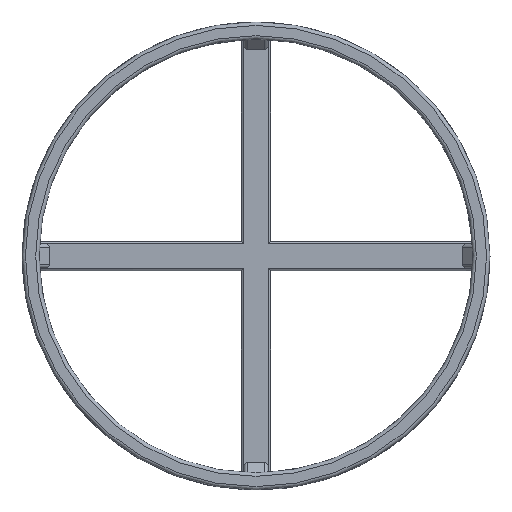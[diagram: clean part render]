
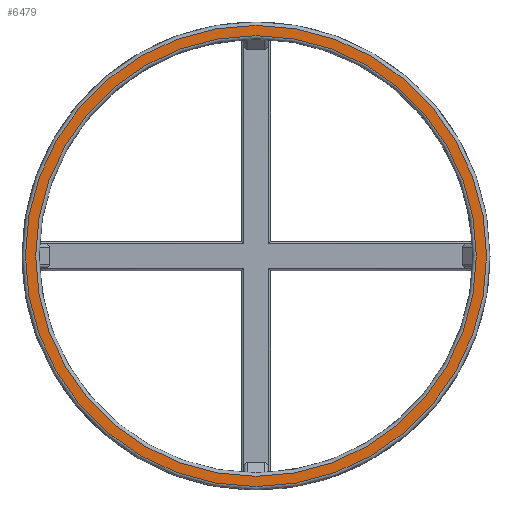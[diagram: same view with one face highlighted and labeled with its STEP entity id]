
A CAD part, top view. The second image highlights one B-rep face of the part: STEP entity #6479.
In plain terms, the highlighted planar face has unit normal (0, 0, 1).
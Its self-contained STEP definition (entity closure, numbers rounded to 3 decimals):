
#1818 = TOROIDAL_SURFACE('',#1819,64.5,1.);
#1819 = AXIS2_PLACEMENT_3D('',#1820,#1821,#1822);
#1820 = CARTESIAN_POINT('',(0.,0.,21.));
#1821 = DIRECTION('',(0.,0.,1.));
#1822 = DIRECTION('',(1.,0.,-0.));
#5265 = VERTEX_POINT('',#5266);
#5266 = CARTESIAN_POINT('',(64.5,0.,22.));
#5286 = EDGE_CURVE('',#5265,#5265,#5287,.T.);
#5287 = SURFACE_CURVE('',#5288,(#5293,#5300),.PCURVE_S1.);
#5288 = CIRCLE('',#5289,64.5);
#5289 = AXIS2_PLACEMENT_3D('',#5290,#5291,#5292);
#5290 = CARTESIAN_POINT('',(0.,0.,22.));
#5291 = DIRECTION('',(0.,0.,1.));
#5292 = DIRECTION('',(1.,0.,-0.));
#5293 = PCURVE('',#1818,#5294);
#5294 = DEFINITIONAL_REPRESENTATION('',(#5295),#5299);
#5295 = LINE('',#5296,#5297);
#5296 = CARTESIAN_POINT('',(0.,1.571));
#5297 = VECTOR('',#5298,1.);
#5298 = DIRECTION('',(1.,0.));
#5299 = ( GEOMETRIC_REPRESENTATION_CONTEXT(2) 
PARAMETRIC_REPRESENTATION_CONTEXT() REPRESENTATION_CONTEXT('2D SPACE',''
  ) );
#5300 = PCURVE('',#5301,#5306);
#5301 = PLANE('',#5302);
#5302 = AXIS2_PLACEMENT_3D('',#5303,#5304,#5305);
#5303 = CARTESIAN_POINT('',(0.,0.,22.)
  );
#5304 = DIRECTION('',(0.,0.,1.));
#5305 = DIRECTION('',(1.,0.,-0.));
#5306 = DEFINITIONAL_REPRESENTATION('',(#5307),#5311);
#5307 = CIRCLE('',#5308,64.5);
#5308 = AXIS2_PLACEMENT_2D('',#5309,#5310);
#5309 = CARTESIAN_POINT('',(0.,0.));
#5310 = DIRECTION('',(1.,0.));
#5311 = ( GEOMETRIC_REPRESENTATION_CONTEXT(2) 
PARAMETRIC_REPRESENTATION_CONTEXT() REPRESENTATION_CONTEXT('2D SPACE',''
  ) );
#6479 = ADVANCED_FACE('',(#6480,#6511),#5301,.T.);
#6480 = FACE_BOUND('',#6481,.T.);
#6481 = EDGE_LOOP('',(#6482));
#6482 = ORIENTED_EDGE('',*,*,#6483,.T.);
#6483 = EDGE_CURVE('',#6484,#6484,#6486,.T.);
#6484 = VERTEX_POINT('',#6485);
#6485 = CARTESIAN_POINT('',(67.5,0.,22.));
#6486 = SURFACE_CURVE('',#6487,(#6492,#6499),.PCURVE_S1.);
#6487 = CIRCLE('',#6488,67.5);
#6488 = AXIS2_PLACEMENT_3D('',#6489,#6490,#6491);
#6489 = CARTESIAN_POINT('',(0.,0.,22.));
#6490 = DIRECTION('',(0.,0.,1.));
#6491 = DIRECTION('',(1.,0.,-0.));
#6492 = PCURVE('',#5301,#6493);
#6493 = DEFINITIONAL_REPRESENTATION('',(#6494),#6498);
#6494 = CIRCLE('',#6495,67.5);
#6495 = AXIS2_PLACEMENT_2D('',#6496,#6497);
#6496 = CARTESIAN_POINT('',(0.,0.));
#6497 = DIRECTION('',(1.,0.));
#6498 = ( GEOMETRIC_REPRESENTATION_CONTEXT(2) 
PARAMETRIC_REPRESENTATION_CONTEXT() REPRESENTATION_CONTEXT('2D SPACE',''
  ) );
#6499 = PCURVE('',#6500,#6505);
#6500 = TOROIDAL_SURFACE('',#6501,67.5,1.);
#6501 = AXIS2_PLACEMENT_3D('',#6502,#6503,#6504);
#6502 = CARTESIAN_POINT('',(0.,0.,21.));
#6503 = DIRECTION('',(0.,0.,1.));
#6504 = DIRECTION('',(1.,0.,-0.));
#6505 = DEFINITIONAL_REPRESENTATION('',(#6506),#6510);
#6506 = LINE('',#6507,#6508);
#6507 = CARTESIAN_POINT('',(0.,1.571));
#6508 = VECTOR('',#6509,1.);
#6509 = DIRECTION('',(1.,0.));
#6510 = ( GEOMETRIC_REPRESENTATION_CONTEXT(2) 
PARAMETRIC_REPRESENTATION_CONTEXT() REPRESENTATION_CONTEXT('2D SPACE',''
  ) );
#6511 = FACE_BOUND('',#6512,.T.);
#6512 = EDGE_LOOP('',(#6513));
#6513 = ORIENTED_EDGE('',*,*,#5286,.F.);
